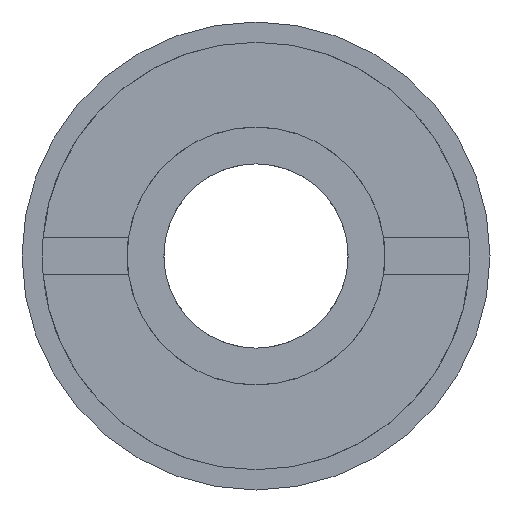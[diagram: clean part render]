
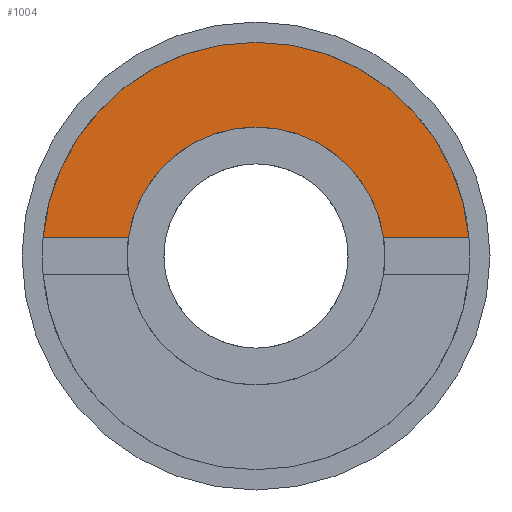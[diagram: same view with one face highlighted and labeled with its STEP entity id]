
A CAD part, front view. The second image highlights one B-rep face of the part: STEP entity #1004.
In plain terms, the highlighted planar face has unit normal (0, -1, 0).
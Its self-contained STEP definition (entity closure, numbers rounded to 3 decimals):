
#25 = LINE ( 'NONE', #1026, #67 ) ;
#67 = VECTOR ( 'NONE', #311, 1000. ) ;
#115 = CIRCLE ( 'NONE', #731, 7. ) ;
#146 = EDGE_CURVE ( 'NONE', #682, #762, #492, .T. ) ;
#188 = DIRECTION ( 'NONE',  ( 0., 0., 1. ) ) ;
#236 = CARTESIAN_POINT ( 'NONE',  ( -11.6, 0., 1. ) ) ;
#276 = ORIENTED_EDGE ( 'NONE', *, *, #764, .F. ) ;
#289 = ORIENTED_EDGE ( 'NONE', *, *, #725, .T. ) ;
#291 = CARTESIAN_POINT ( 'NONE',  ( -6.928, 0., 1. ) ) ;
#311 = DIRECTION ( 'NONE',  ( -1., 0., 0. ) ) ;
#387 = DIRECTION ( 'NONE',  ( 0., 0., 1. ) ) ;
#392 = EDGE_CURVE ( 'NONE', #762, #1146, #723, .T. ) ;
#404 = VECTOR ( 'NONE', #1136, 1000. ) ;
#460 = CARTESIAN_POINT ( 'NONE',  ( 6.928, 0., 1. ) ) ;
#492 = CIRCLE ( 'NONE', #848, 11.6 ) ;
#493 = DIRECTION ( 'NONE',  ( 0., 0., -1. ) ) ;
#551 = EDGE_CURVE ( 'NONE', #768, #635, #1096, .T. ) ;
#622 = CARTESIAN_POINT ( 'NONE',  ( -11.557, 0., 1. ) ) ;
#635 = VERTEX_POINT ( 'NONE', #460 ) ;
#651 = VERTEX_POINT ( 'NONE', #291 ) ;
#652 = CARTESIAN_POINT ( 'NONE',  ( 0., 0., 11.6 ) ) ;
#659 = LINE ( 'NONE', #236, #404 ) ;
#682 = VERTEX_POINT ( 'NONE', #622 ) ;
#723 = CIRCLE ( 'NONE', #1177, 11.6 ) ;
#725 = EDGE_CURVE ( 'NONE', #651, #768, #115, .T. ) ;
#731 = AXIS2_PLACEMENT_3D ( 'NONE', #1125, #879, #929 ) ;
#762 = VERTEX_POINT ( 'NONE', #652 ) ;
#764 = EDGE_CURVE ( 'NONE', #651, #682, #659, .T. ) ;
#768 = VERTEX_POINT ( 'NONE', #1131 ) ;
#804 = ORIENTED_EDGE ( 'NONE', *, *, #392, .F. ) ;
#820 = DIRECTION ( 'NONE',  ( 0., 1., 0. ) ) ;
#823 = FACE_OUTER_BOUND ( 'NONE', #1308, .T. ) ;
#844 = CARTESIAN_POINT ( 'NONE',  ( 11.557, 0., 1. ) ) ;
#848 = AXIS2_PLACEMENT_3D ( 'NONE', #1282, #1324, #387 ) ;
#879 = DIRECTION ( 'NONE',  ( 0., 1., 0. ) ) ;
#881 = DIRECTION ( 'NONE',  ( 0., 0., 1. ) ) ;
#929 = DIRECTION ( 'NONE',  ( 0., 0., 1. ) ) ;
#956 = DIRECTION ( 'NONE',  ( 0., 1., 0. ) ) ;
#963 = AXIS2_PLACEMENT_3D ( 'NONE', #1332, #1294, #493 ) ;
#983 = CARTESIAN_POINT ( 'NONE',  ( 0., 0., 0. ) ) ;
#1004 = ADVANCED_FACE ( 'NONE', ( #823 ), #1304, .T. ) ;
#1026 = CARTESIAN_POINT ( 'NONE',  ( -11.6, 0., 1. ) ) ;
#1040 = ORIENTED_EDGE ( 'NONE', *, *, #1054, .F. ) ;
#1054 = EDGE_CURVE ( 'NONE', #1146, #635, #25, .T. ) ;
#1096 = CIRCLE ( 'NONE', #1234, 7. ) ;
#1100 = CARTESIAN_POINT ( 'NONE',  ( 0., 0., 0. ) ) ;
#1125 = CARTESIAN_POINT ( 'NONE',  ( 0., 0., 0. ) ) ;
#1128 = ORIENTED_EDGE ( 'NONE', *, *, #551, .T. ) ;
#1131 = CARTESIAN_POINT ( 'NONE',  ( 0., 0., 7. ) ) ;
#1136 = DIRECTION ( 'NONE',  ( -1., 0., 0. ) ) ;
#1146 = VERTEX_POINT ( 'NONE', #844 ) ;
#1163 = ORIENTED_EDGE ( 'NONE', *, *, #146, .F. ) ;
#1177 = AXIS2_PLACEMENT_3D ( 'NONE', #1100, #820, #881 ) ;
#1234 = AXIS2_PLACEMENT_3D ( 'NONE', #983, #956, #188 ) ;
#1282 = CARTESIAN_POINT ( 'NONE',  ( 0., 0., 0. ) ) ;
#1294 = DIRECTION ( 'NONE',  ( 0., -1., 0. ) ) ;
#1304 = PLANE ( 'NONE',  #963 ) ;
#1308 = EDGE_LOOP ( 'NONE', ( #1040, #804, #1163, #276, #289, #1128 ) ) ;
#1324 = DIRECTION ( 'NONE',  ( 0., 1., 0. ) ) ;
#1332 = CARTESIAN_POINT ( 'NONE',  ( -11.6, 0., 0. ) ) ;
